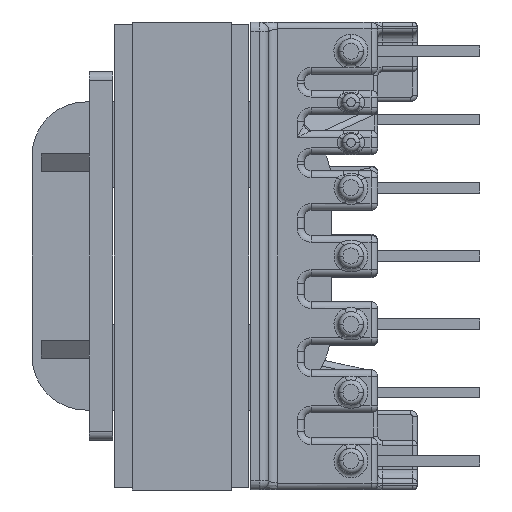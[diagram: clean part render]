
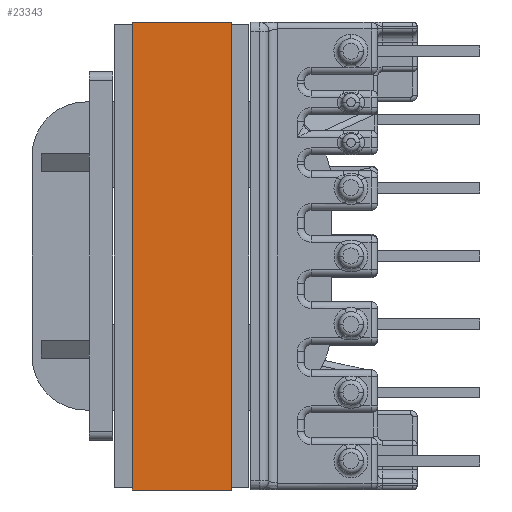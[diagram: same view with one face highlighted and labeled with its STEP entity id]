
A CAD part, left-side view. The second image highlights one B-rep face of the part: STEP entity #23343.
In plain terms, the highlighted planar face has unit normal (-1, 0, 0).
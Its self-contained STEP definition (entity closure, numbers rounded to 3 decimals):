
#2298 = VECTOR ( 'NONE', #22485, 1000. ) ;
#2548 = VERTEX_POINT ( 'NONE', #25556 ) ;
#4253 = ORIENTED_EDGE ( 'NONE', *, *, #9749, .F. ) ;
#4615 = DIRECTION ( 'NONE',  ( 0., -1., 0. ) ) ;
#5335 = DIRECTION ( 'NONE',  ( -1., 0., 0. ) ) ;
#6195 = EDGE_LOOP ( 'NONE', ( #36864, #4253, #18669, #32048 ) ) ;
#7782 = PLANE ( 'NONE',  #22359 ) ;
#8452 = EDGE_CURVE ( 'NONE', #17956, #35306, #9858, .T. ) ;
#8924 = VECTOR ( 'NONE', #33768, 1000. ) ;
#9749 = EDGE_CURVE ( 'NONE', #17956, #29600, #12539, .T. ) ;
#9858 = LINE ( 'NONE', #16828, #8924 ) ;
#12539 = LINE ( 'NONE', #23457, #23851 ) ;
#16127 = EDGE_CURVE ( 'NONE', #35306, #2548, #17827, .T. ) ;
#16828 = CARTESIAN_POINT ( 'NONE',  ( -0.16, 0.16, -5.54 ) ) ;
#16835 = DIRECTION ( 'NONE',  ( 0., 0., 1. ) ) ;
#17134 = CARTESIAN_POINT ( 'NONE',  ( -0.16, 0.16, 0. ) ) ;
#17332 = LINE ( 'NONE', #21994, #25935 ) ;
#17827 = LINE ( 'NONE', #30572, #2298 ) ;
#17956 = VERTEX_POINT ( 'NONE', #35914 ) ;
#18669 = ORIENTED_EDGE ( 'NONE', *, *, #8452, .T. ) ;
#19205 = FACE_OUTER_BOUND ( 'NONE', #6195, .T. ) ;
#21994 = CARTESIAN_POINT ( 'NONE',  ( -0.16, 0.16, 0. ) ) ;
#22359 = AXIS2_PLACEMENT_3D ( 'NONE', #28076, #5335, #16835 ) ;
#22485 = DIRECTION ( 'NONE',  ( 0., 0., 1. ) ) ;
#23270 = EDGE_CURVE ( 'NONE', #29600, #2548, #17332, .T. ) ;
#23343 = ADVANCED_FACE ( 'NONE', ( #19205 ), #7782, .T. ) ;
#23457 = CARTESIAN_POINT ( 'NONE',  ( -0.16, 0.16, -5.54 ) ) ;
#23851 = VECTOR ( 'NONE', #34564, 1000. ) ;
#25556 = CARTESIAN_POINT ( 'NONE',  ( -0.16, -25.96, 0. ) ) ;
#25935 = VECTOR ( 'NONE', #4615, 1000. ) ;
#28076 = CARTESIAN_POINT ( 'NONE',  ( -0.16, 0.16, -5.54 ) ) ;
#29600 = VERTEX_POINT ( 'NONE', #17134 ) ;
#30572 = CARTESIAN_POINT ( 'NONE',  ( -0.16, -25.96, -5.54 ) ) ;
#32048 = ORIENTED_EDGE ( 'NONE', *, *, #16127, .T. ) ;
#33768 = DIRECTION ( 'NONE',  ( 0., -1., 0. ) ) ;
#34564 = DIRECTION ( 'NONE',  ( 0., 0., 1. ) ) ;
#35306 = VERTEX_POINT ( 'NONE', #35711 ) ;
#35711 = CARTESIAN_POINT ( 'NONE',  ( -0.16, -25.96, -5.54 ) ) ;
#35914 = CARTESIAN_POINT ( 'NONE',  ( -0.16, 0.16, -5.54 ) ) ;
#36864 = ORIENTED_EDGE ( 'NONE', *, *, #23270, .F. ) ;
